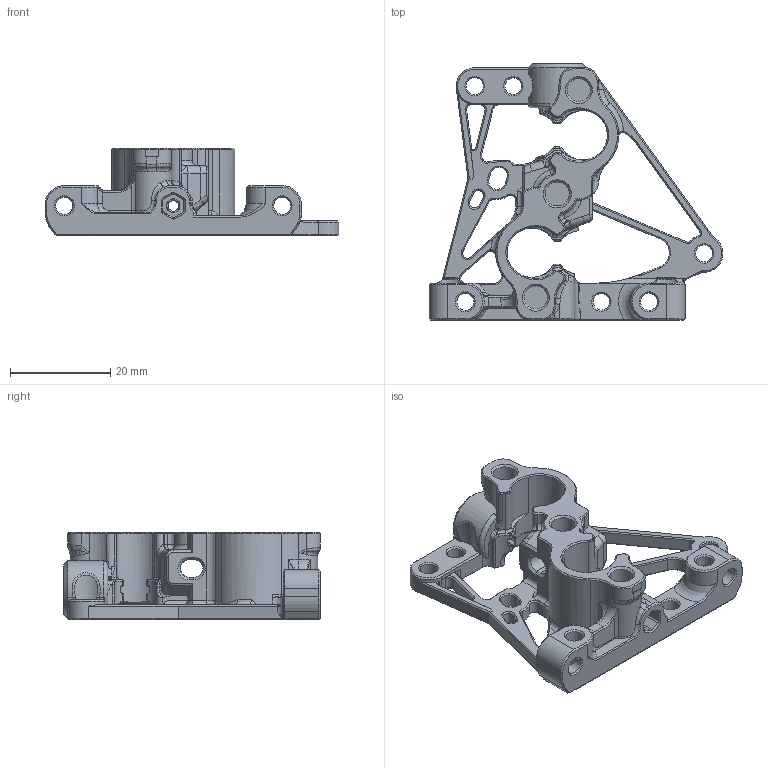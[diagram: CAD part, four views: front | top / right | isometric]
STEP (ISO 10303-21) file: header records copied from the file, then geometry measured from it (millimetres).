
FILE_DESCRIPTION(('FreeCAD Model'),'2;1');
FILE_NAME('Open CASCADE Shape Model','2024-06-01T14:35:45',(''),(''), 'Open CASCADE STEP processor 7.6','FreeCAD','Unknown');
FILE_SCHEMA(('AUTOMOTIVE_DESIGN { 1 0 10303 214 1 1 1 1 }'));
Length unit declared in the file: millimetre
Products named in the file (1): HousingCore_modified-MR623ZZ
Bounding box: 58.69 x 51.27 x 17.5 mm (x, y, z)
Volume: 9672.7 mm3; surface area: 8134.3 mm2
Topology: 1 solids, 6 shells, 1040 faces, 2671 edges, 1598 vertices
Faces by surface type: cylinder 271, bspline 262, plane 255, cone 167, torus 80, sphere 5
Full cylindrical faces by diameter (mm): 3.3 x2, 3.4 x6, 4.6 x2, 4.8 x1, 8.4 x1
Entity records: 49471 total; most frequent: CARTESIAN_POINT 25810, ORIENTED_EDGE 5266, DIRECTION 4561, EDGE_CURVE 2633, AXIS2_PLACEMENT_3D 1765, VERTEX_POINT 1598, FACE_BOUND 1077, EDGE_LOOP 1077
